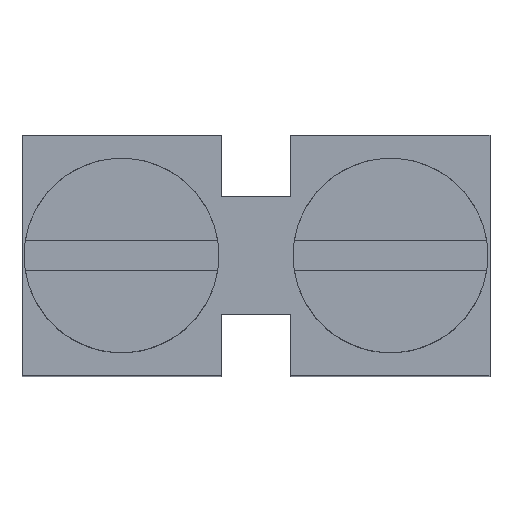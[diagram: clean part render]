
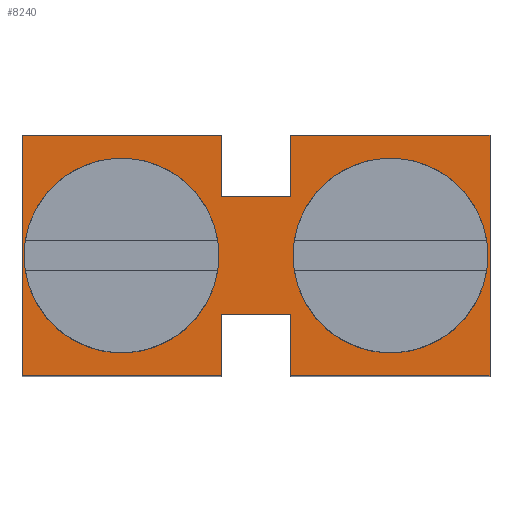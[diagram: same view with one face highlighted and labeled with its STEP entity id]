
A CAD part, top view. The second image highlights one B-rep face of the part: STEP entity #8240.
In plain terms, the highlighted face is planar.
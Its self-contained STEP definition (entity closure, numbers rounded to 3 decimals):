
#120=CARTESIAN_POINT('',(48.529,-17.728,-40.525));
#130=VERTEX_POINT('',#120);
#160=CARTESIAN_POINT('',(48.529,-17.728,
7.075));
#170=DIRECTION('',(0.,0.,1.));
#180=VECTOR('',#170,1.);
#190=LINE('',#160,#180);
#200=CARTESIAN_POINT('',(48.529,-17.728,-42.125));
#210=VERTEX_POINT('',#200);
#220=EDGE_CURVE('',#210,#130,#190,.T.);
#570=CARTESIAN_POINT('',(49.929,-17.728,-40.525));
#580=VERTEX_POINT('',#570);
#750=CARTESIAN_POINT('',(49.929,-17.728,-35.975));
#760=VERTEX_POINT('',#750);
#790=CARTESIAN_POINT('',(49.929,-17.728,
7.075));
#800=DIRECTION('',(0.,0.,-1.));
#810=VECTOR('',#800,1.);
#820=LINE('',#790,#810);
#830=EDGE_CURVE('',#760,#580,#820,.T.);
#1530=CARTESIAN_POINT('',(44.429,-17.728,-40.525));
#1540=VERTEX_POINT('',#1530);
#1760=CARTESIAN_POINT('',(45.829,-17.728,-40.525));
#1770=VERTEX_POINT('',#1760);
#1800=CARTESIAN_POINT('',(18.812,-17.728,-40.525));
#1810=DIRECTION('',(1.,0.,0.));
#1820=VECTOR('',#1810,1.);
#1830=LINE('',#1800,#1820);
#1840=EDGE_CURVE('',#1540,#1770,#1830,.T.);
#2140=CARTESIAN_POINT('',(45.829,-17.728,-42.125));
#2150=VERTEX_POINT('',#2140);
#2180=CARTESIAN_POINT('',(45.829,-17.728,
7.075));
#2190=DIRECTION('',(0.,0.,-1.));
#2200=VECTOR('',#2190,1.);
#2210=LINE('',#2180,#2200);
#2220=EDGE_CURVE('',#1770,#2150,#2210,.T.);
#2610=CARTESIAN_POINT('',(44.429,-17.728,-42.125));
#2620=VERTEX_POINT('',#2610);
#2650=CARTESIAN_POINT('',(18.812,-17.728,-42.125));
#2660=DIRECTION('',(-1.,0.,0.));
#2670=VECTOR('',#2660,1.);
#2680=LINE('',#2650,#2670);
#2690=EDGE_CURVE('',#2150,#2620,#2680,.T.);
#2930=CARTESIAN_POINT('',(44.429,-17.728,
7.075));
#2940=DIRECTION('',(0.,0.,-1.));
#2950=VECTOR('',#2940,1.);
#2960=LINE('',#2930,#2950);
#2970=CARTESIAN_POINT('',(44.429,-17.728,-35.975));
#2980=VERTEX_POINT('',#2970);
#2990=EDGE_CURVE('',#2980,#1540,#2960,.T.);
#3560=CARTESIAN_POINT('',(49.929,-17.728,
7.075));
#3570=DIRECTION('',(0.,0.,1.));
#3580=VECTOR('',#3570,1.);
#3590=LINE('',#3560,#3580);
#3600=CARTESIAN_POINT('',(49.929,-17.728,-46.675));
#3610=VERTEX_POINT('',#3600);
#3620=CARTESIAN_POINT('',(49.929,-17.728,-42.125));
#3630=VERTEX_POINT('',#3620);
#3640=EDGE_CURVE('',#3610,#3630,#3590,.T.);
#4750=CARTESIAN_POINT('',(18.812,-17.728,-40.525));
#4760=DIRECTION('',(1.,0.,0.));
#4770=VECTOR('',#4760,1.);
#4780=LINE('',#4750,#4770);
#4790=EDGE_CURVE('',#130,#580,#4780,.T.);
#5850=CARTESIAN_POINT('',(18.812,-17.728,-46.675));
#5860=DIRECTION('',(-1.,0.,0.));
#5870=VECTOR('',#5860,1.);
#5880=LINE('',#5850,#5870);
#5890=CARTESIAN_POINT('',(44.429,-17.728,-46.675));
#5900=VERTEX_POINT('',#5890);
#5910=EDGE_CURVE('',#3610,#5900,#5880,.T.);
#6640=CARTESIAN_POINT('',(44.429,-17.728,
7.075));
#6650=DIRECTION('',(0.,0.,1.));
#6660=VECTOR('',#6650,1.);
#6670=LINE('',#6640,#6660);
#6680=EDGE_CURVE('',#5900,#2620,#6670,.T.);
#7020=CARTESIAN_POINT('',(18.812,-17.728,-35.975));
#7030=DIRECTION('',(1.,0.,0.));
#7040=VECTOR('',#7030,1.);
#7050=LINE('',#7020,#7040);
#7060=EDGE_CURVE('',#2980,#760,#7050,.T.);
#7700=CARTESIAN_POINT('',(49.929,-17.728,
7.075));
#7710=DIRECTION('',(-0.,1.,0.));
#7720=DIRECTION('',(1.,0.,0.));
#7730=AXIS2_PLACEMENT_3D('',#7700,#7710,#7720);
#7740=PLANE('',#7730);
#7750=CARTESIAN_POINT('',(47.179,-17.728,-44.4));
#7760=DIRECTION('',(0.,-1.,0.));
#7770=DIRECTION('',(0.,0.,1.));
#7780=AXIS2_PLACEMENT_3D('',#7750,#7760,#7770);
#7790=CIRCLE('',#7780,2.225);
#7800=CARTESIAN_POINT('',(47.179,-17.728,-42.175));
#7810=VERTEX_POINT('',#7800);
#7820=CARTESIAN_POINT('',(47.179,-17.728,-46.625));
#7830=VERTEX_POINT('',#7820);
#7840=EDGE_CURVE('',#7810,#7830,#7790,.T.);
#7850=ORIENTED_EDGE('',*,*,#7840,.T.);
#7860=EDGE_CURVE('',#7830,#7810,#7790,.T.);
#7870=ORIENTED_EDGE('',*,*,#7860,.T.);
#7880=EDGE_LOOP('',(#7870,#7850));
#7890=FACE_BOUND('',#7880,.T.);
#7900=CARTESIAN_POINT('',(47.179,-17.728,-38.25));
#7910=DIRECTION('',(0.,-1.,0.));
#7920=DIRECTION('',(0.,0.,1.));
#7930=AXIS2_PLACEMENT_3D('',#7900,#7910,#7920);
#7940=CIRCLE('',#7930,2.225);
#7950=CARTESIAN_POINT('',(47.179,-17.728,-36.025));
#7960=VERTEX_POINT('',#7950);
#7970=CARTESIAN_POINT('',(47.179,-17.728,-40.475));
#7980=VERTEX_POINT('',#7970);
#7990=EDGE_CURVE('',#7960,#7980,#7940,.T.);
#8000=ORIENTED_EDGE('',*,*,#7990,.T.);
#8010=EDGE_CURVE('',#7980,#7960,#7940,.T.);
#8020=ORIENTED_EDGE('',*,*,#8010,.T.);
#8030=EDGE_LOOP('',(#8020,#8000));
#8040=FACE_BOUND('',#8030,.T.);
#8050=ORIENTED_EDGE('',*,*,#830,.T.);
#8060=ORIENTED_EDGE('',*,*,#7060,.T.);
#8070=ORIENTED_EDGE('',*,*,#2990,.F.);
#8080=ORIENTED_EDGE('',*,*,#1840,.F.);
#8090=ORIENTED_EDGE('',*,*,#2220,.F.);
#8100=ORIENTED_EDGE('',*,*,#2690,.F.);
#8110=ORIENTED_EDGE('',*,*,#6680,.T.);
#8120=ORIENTED_EDGE('',*,*,#5910,.T.);
#8130=ORIENTED_EDGE('',*,*,#3640,.F.);
#8140=CARTESIAN_POINT('',(18.812,-17.728,-42.125));
#8150=DIRECTION('',(-1.,0.,0.));
#8160=VECTOR('',#8150,1.);
#8170=LINE('',#8140,#8160);
#8180=EDGE_CURVE('',#3630,#210,#8170,.T.);
#8190=ORIENTED_EDGE('',*,*,#8180,.F.);
#8200=ORIENTED_EDGE('',*,*,#220,.F.);
#8210=ORIENTED_EDGE('',*,*,#4790,.F.);
#8220=EDGE_LOOP('',(#8210,#8200,#8190,#8130,#8120,#8110,#8100,#8090,
#8080,#8070,#8060,#8050));
#8230=FACE_OUTER_BOUND('',#8220,.T.);
#8240=ADVANCED_FACE('',(#7890,#8040,#8230),#7740,.T.);
